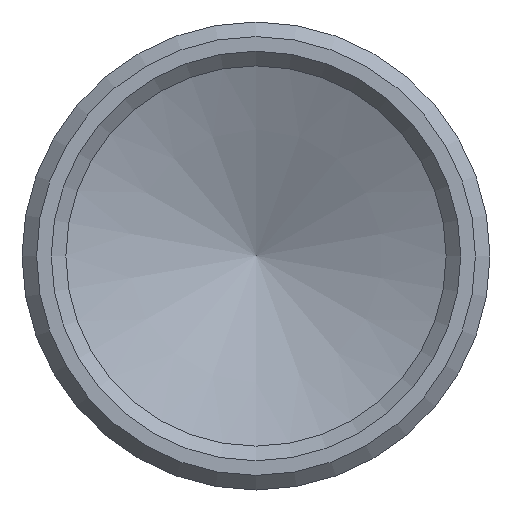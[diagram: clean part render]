
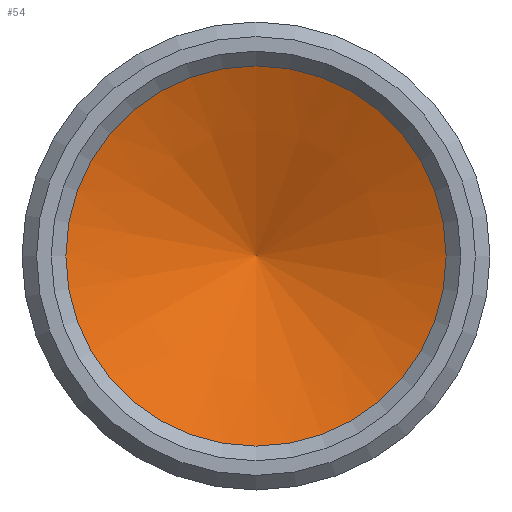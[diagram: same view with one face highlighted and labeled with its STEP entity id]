
A CAD part, front view. The second image highlights one B-rep face of the part: STEP entity #54.
In plain terms, the highlighted conical face has half-angle 68 degrees and reference radius 6.5 mm.
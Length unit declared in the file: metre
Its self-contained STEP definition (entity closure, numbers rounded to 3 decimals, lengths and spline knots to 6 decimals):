
#54 = ADVANCED_FACE( 'NONE', ( #116, #117 ), #118, .F. );
#116 = FACE_OUTER_BOUND( '', #186, .T. );
#117 = FACE_BOUND( '', #187, .T. );
#118 = CONICAL_SURFACE( '', #188, 0.0065, 1.187 );
#186 = EDGE_LOOP( '', ( #264 ) );
#187 = VERTEX_LOOP( '', #265 );
#188 = AXIS2_PLACEMENT_3D( '', #266, #267, #268 );
#264 = ORIENTED_EDGE( '', *, *, #335, .T. );
#265 = VERTEX_POINT( 'NONE', #336 );
#266 = CARTESIAN_POINT( '', ( 0., 0.026, 0. ) );
#267 = DIRECTION( '', ( 0., -1., 0. ) );
#268 = DIRECTION( '', ( 0., 0., -1. ) );
#335 = EDGE_CURVE( 'NONE', #377, #377, #378, .T. );
#336 = CARTESIAN_POINT( '', ( 0., 0.028626, 0. ) );
#377 = VERTEX_POINT( '', #423 );
#378 = CIRCLE( '', #424, 0.0065 );
#423 = CARTESIAN_POINT( '', ( 0., 0.026, -0.0065 ) );
#424 = AXIS2_PLACEMENT_3D( '', #471, #472, #473 );
#471 = CARTESIAN_POINT( '', ( 0., 0.026, 0. ) );
#472 = DIRECTION( '', ( 0., -1., 0. ) );
#473 = DIRECTION( '', ( 0., 0., -1. ) );
